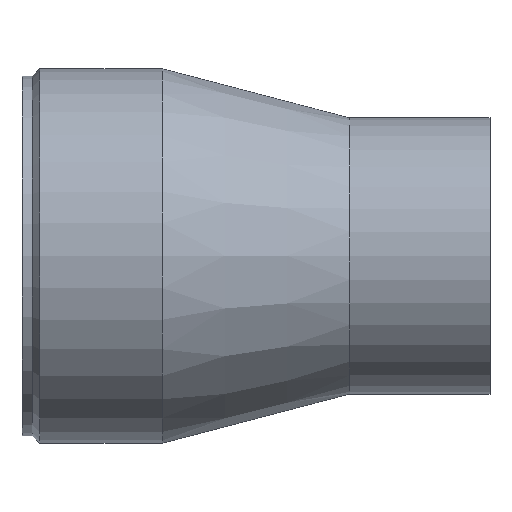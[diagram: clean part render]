
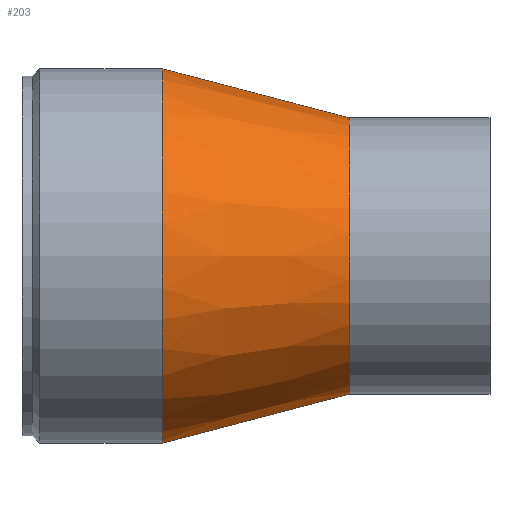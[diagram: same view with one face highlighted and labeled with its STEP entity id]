
A CAD part, top view. The second image highlights one B-rep face of the part: STEP entity #203.
In plain terms, the highlighted conical face has half-angle 14.708 degrees and reference radius 17.375 mm.
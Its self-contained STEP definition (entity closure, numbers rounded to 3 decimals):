
#145 = EDGE_CURVE( '', #287, #215, #355, .T. );
#185 = EDGE_CURVE( '', #253, #225, #400, .T. );
#203 = ADVANCED_FACE( '', ( #422 ), #423, .T. );
#215 = VERTEX_POINT( '', #436 );
#225 = VERTEX_POINT( '', #446 );
#239 = EDGE_CURVE( '', #215, #225, #460, .T. );
#253 = VERTEX_POINT( '', #476 );
#287 = VERTEX_POINT( '', #513 );
#299 = EDGE_CURVE( '', #253, #287, #527, .T. );
#355 = CIRCLE( '', #581, 14.75 );
#400 = CIRCLE( '', #639, 20. );
#422 = FACE_OUTER_BOUND( '', #664, .T. );
#423 = CONICAL_SURFACE( '', #665, 17.375, 0.257 );
#436 = CARTESIAN_POINT( '', ( 0., 14.75, 0. ) );
#446 = CARTESIAN_POINT( '', ( -20., 20., 0. ) );
#460 = LINE( '', #714, #715 );
#476 = CARTESIAN_POINT( '', ( -20., -20., 0. ) );
#513 = CARTESIAN_POINT( '', ( 0., -14.75, 0. ) );
#527 = LINE( '', #804, #805 );
#581 = AXIS2_PLACEMENT_3D( '', #861, #862, #863 );
#639 = AXIS2_PLACEMENT_3D( '', #919, #920, #921 );
#664 = EDGE_LOOP( '', ( #951, #952, #953, #954 ) );
#665 = AXIS2_PLACEMENT_3D( '', #955, #956, #957 );
#714 = CARTESIAN_POINT( '', ( -10., 17.375, 0. ) );
#715 = VECTOR( '', #989, 1. );
#804 = CARTESIAN_POINT( '', ( -10., -17.375, 0. ) );
#805 = VECTOR( '', #1079, 1. );
#861 = CARTESIAN_POINT( '', ( 0., 0., 0. ) );
#862 = DIRECTION( '', ( -1., 0., 0. ) );
#863 = DIRECTION( '', ( 0., 1., 0. ) );
#919 = CARTESIAN_POINT( '', ( -20., 0., 0. ) );
#920 = DIRECTION( '', ( -1., 0., 0. ) );
#921 = DIRECTION( '', ( 0., 1., 0. ) );
#951 = ORIENTED_EDGE( '', *, *, #239, .T. );
#952 = ORIENTED_EDGE( '', *, *, #185, .F. );
#953 = ORIENTED_EDGE( '', *, *, #299, .T. );
#954 = ORIENTED_EDGE( '', *, *, #145, .T. );
#955 = CARTESIAN_POINT( '', ( -10., 0., 0. ) );
#956 = DIRECTION( '', ( -1., 0., 0. ) );
#957 = DIRECTION( '', ( 0., 1., 0. ) );
#989 = DIRECTION( '', ( -0.967, 0.254, 0. ) );
#1079 = DIRECTION( '', ( 0.967, 0.254, 0. ) );
